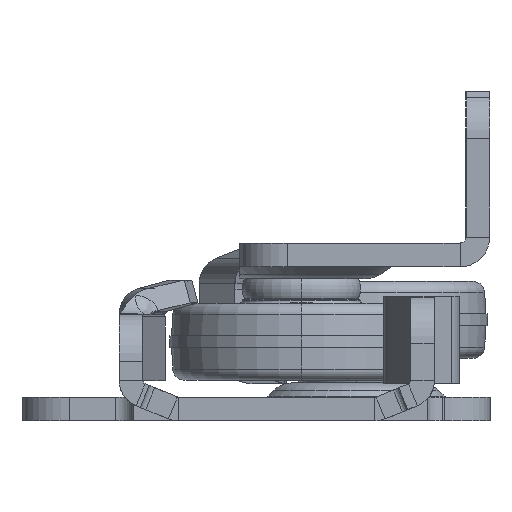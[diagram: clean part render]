
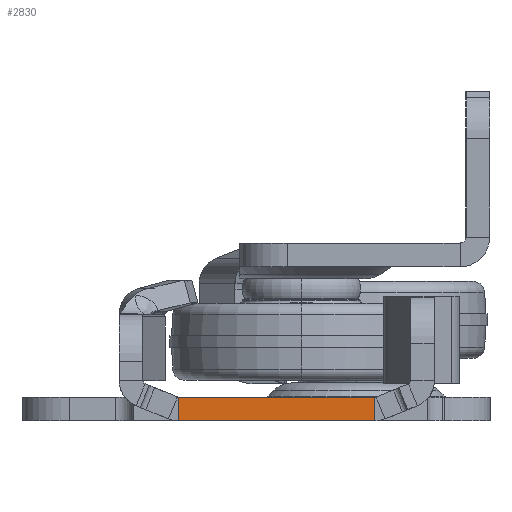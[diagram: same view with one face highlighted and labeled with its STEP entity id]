
A CAD part, left-side view. The second image highlights one B-rep face of the part: STEP entity #2830.
In plain terms, the highlighted planar face has unit normal (-1, 0, 0).
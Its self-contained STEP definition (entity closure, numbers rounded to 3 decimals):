
#200 = ORIENTED_EDGE ( 'NONE', *, *, #5572, .F. ) ;
#430 = ORIENTED_EDGE ( 'NONE', *, *, #2229, .F. ) ;
#442 = CARTESIAN_POINT ( 'NONE',  ( -599.5, 7.022, 2. ) ) ;
#459 = VERTEX_POINT ( 'NONE', #442 ) ;
#655 = CARTESIAN_POINT ( 'NONE',  ( -599.5, 7.022, 0. ) ) ;
#933 = CARTESIAN_POINT ( 'NONE',  ( -599.5, -9.522, 2. ) ) ;
#980 = PLANE ( 'NONE',  #16641 ) ;
#1499 = CARTESIAN_POINT ( 'NONE',  ( -599.5, -9.522, 2. ) ) ;
#1503 = VERTEX_POINT ( 'NONE', #655 ) ;
#2229 = EDGE_CURVE ( 'NONE', #1503, #459, #15464, .T. ) ;
#2468 = FACE_OUTER_BOUND ( 'NONE', #12650, .T. ) ;
#2830 = ADVANCED_FACE ( 'NONE', ( #2468 ), #980, .T. ) ;
#3030 = VECTOR ( 'NONE', #4891, 1000. ) ;
#3430 = CARTESIAN_POINT ( 'NONE',  ( -599.5, 7.022, 2. ) ) ;
#3617 = DIRECTION ( 'NONE',  ( 0., 1., 0. ) ) ;
#4434 = ORIENTED_EDGE ( 'NONE', *, *, #9738, .F. ) ;
#4891 = DIRECTION ( 'NONE',  ( 0., 0., -1. ) ) ;
#4940 = LINE ( 'NONE', #10304, #8237 ) ;
#5572 = EDGE_CURVE ( 'NONE', #8952, #11797, #6206, .T. ) ;
#6206 = LINE ( 'NONE', #933, #3030 ) ;
#6347 = DIRECTION ( 'NONE',  ( -1., 0., 0. ) ) ;
#7708 = VECTOR ( 'NONE', #7919, 1000. ) ;
#7739 = CARTESIAN_POINT ( 'NONE',  ( -599.5, -11.5, 2. ) ) ;
#7919 = DIRECTION ( 'NONE',  ( 0., 1., 0. ) ) ;
#8237 = VECTOR ( 'NONE', #3617, 1000. ) ;
#8952 = VERTEX_POINT ( 'NONE', #1499 ) ;
#8980 = DIRECTION ( 'NONE',  ( 0., 0., 1. ) ) ;
#9280 = ORIENTED_EDGE ( 'NONE', *, *, #11414, .T. ) ;
#9738 = EDGE_CURVE ( 'NONE', #11797, #1503, #4940, .T. ) ;
#10304 = CARTESIAN_POINT ( 'NONE',  ( -599.5, -21.25, 0. ) ) ;
#11414 = EDGE_CURVE ( 'NONE', #8952, #459, #11581, .T. ) ;
#11581 = LINE ( 'NONE', #7739, #7708 ) ;
#11698 = DIRECTION ( 'NONE',  ( 0., 1., 0. ) ) ;
#11797 = VERTEX_POINT ( 'NONE', #12074 ) ;
#12074 = CARTESIAN_POINT ( 'NONE',  ( -599.5, -9.522, 0. ) ) ;
#12650 = EDGE_LOOP ( 'NONE', ( #200, #9280, #430, #4434 ) ) ;
#14248 = VECTOR ( 'NONE', #8980, 1000. ) ;
#15464 = LINE ( 'NONE', #3430, #14248 ) ;
#15931 = CARTESIAN_POINT ( 'NONE',  ( -599.5, -11.5, 2. ) ) ;
#16641 = AXIS2_PLACEMENT_3D ( 'NONE', #15931, #6347, #11698 ) ;
